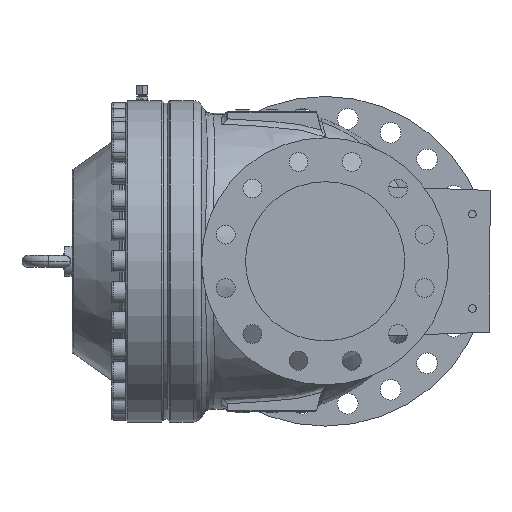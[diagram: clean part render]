
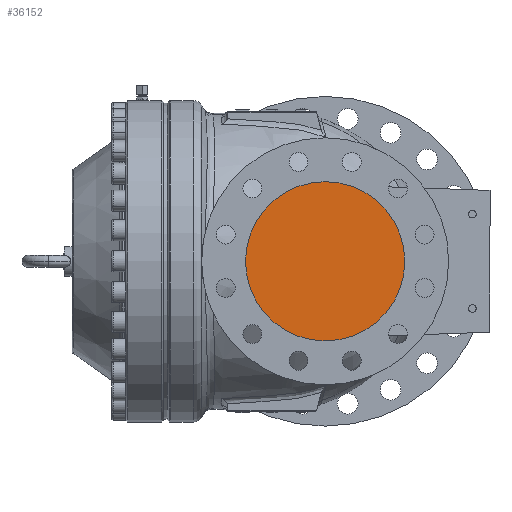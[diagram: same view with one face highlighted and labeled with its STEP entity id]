
A CAD part, left-side view. The second image highlights one B-rep face of the part: STEP entity #36152.
In plain terms, the highlighted planar face has unit normal (-1, 0, 0).
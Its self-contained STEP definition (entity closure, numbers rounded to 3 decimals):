
#12029 = DIRECTION ( 'NONE',  ( 1., 0., 0. ) ) ;
#29079 = DIRECTION ( 'NONE',  ( 0., 0., -1. ) ) ;
#29673 = CIRCLE ( 'NONE', #231044, 135. ) ;
#35809 = VERTEX_POINT ( 'NONE', #49042 ) ;
#36152 = ADVANCED_FACE ( 'Defeature ausgef�hrt1_2', ( #218185 ), #268124, .F. ) ;
#38311 = DIRECTION ( 'NONE',  ( 1., 0., 0. ) ) ;
#40846 = EDGE_CURVE ( 'Defeature ausgef�hrt1_3+Defeature ausgef�hrt1_2+Defeature ausgef�hrt1_2+Defeature ausgef�hrt1_2', #35809, #60386, #280360, .T. ) ;
#49042 = CARTESIAN_POINT ( 'NONE',  ( -380., 0., -135. ) ) ;
#60386 = VERTEX_POINT ( 'NONE', #75682 ) ;
#74644 = CARTESIAN_POINT ( 'NONE',  ( -380., 0., 0. ) ) ;
#75682 = CARTESIAN_POINT ( 'NONE',  ( -380., 0., 135. ) ) ;
#76531 = ORIENTED_EDGE ( 'NONE', *, *, #40846, .F. ) ;
#77195 = AXIS2_PLACEMENT_3D ( 'NONE', #171023, #38311, #103753 ) ;
#103753 = DIRECTION ( 'NONE',  ( 0., 0., -1. ) ) ;
#121117 = EDGE_LOOP ( 'NONE', ( #259319, #76531 ) ) ;
#121118 = DIRECTION ( 'NONE',  ( 0., 0., -1. ) ) ;
#171023 = CARTESIAN_POINT ( 'NONE',  ( -380., 0., 0. ) ) ;
#211365 = AXIS2_PLACEMENT_3D ( 'NONE', #74644, #247216, #29079 ) ;
#218185 = FACE_OUTER_BOUND ( 'NONE', #121117, .T. ) ;
#231044 = AXIS2_PLACEMENT_3D ( 'NONE', #276601, #12029, #121118 ) ;
#247216 = DIRECTION ( 'NONE',  ( 1., 0., 0. ) ) ;
#256084 = EDGE_CURVE ( 'Defeature ausgef�hrt1_3+Defeature ausgef�hrt1_2+Defeature ausgef�hrt1_2+Defeature ausgef�hrt1_2', #60386, #35809, #29673, .T. ) ;
#259319 = ORIENTED_EDGE ( 'NONE', *, *, #256084, .F. ) ;
#268124 = PLANE ( 'NONE',  #211365 ) ;
#276601 = CARTESIAN_POINT ( 'NONE',  ( -380., 0., 0. ) ) ;
#280360 = CIRCLE ( 'NONE', #77195, 135. ) ;
